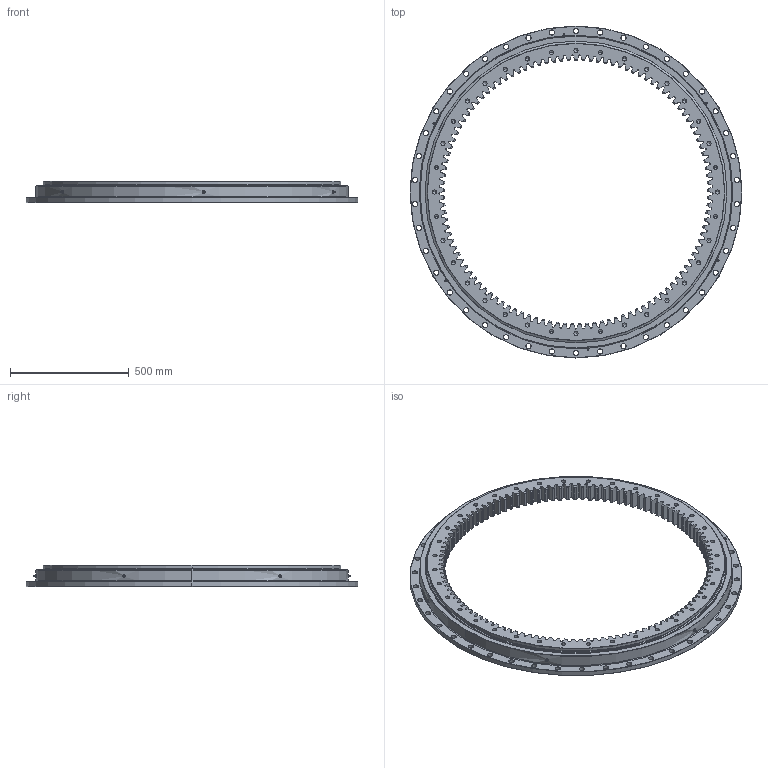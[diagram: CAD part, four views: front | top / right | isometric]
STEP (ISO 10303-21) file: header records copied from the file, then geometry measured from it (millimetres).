
FILE_DESCRIPTION (( 'STEP AP214' ), '1' );
FILE_NAME ('I.1400.32.00.C.STEP', '2019-02-25T07:51:55', ( '' ), ( '' ), 'SwSTEP 2.0', 'SolidWorks 2016', '' );
FILE_SCHEMA (( 'AUTOMOTIVE_DESIGN' ));
Length unit declared in the file: millimetre
Products named in the file (7): I.1400.32.00.C; B.1400.B32C.A3N.0 - OR; B.1400.B32C.A3N.0 - IR Seal; Ball D32; B.1400.B32C.A3N.0 - IR; B.1400.B32C.A3N.0 - OR Seal; Grease nipple M10x1mm
Assembly tree (115 placements, depth 2):
  I.1400.32.00.C
    B.1400.B32C.A3N.0 - IR
    B.1400.B32C.A3N.0 - OR
    Ball D32  x105
    B.1400.B32C.A3N.0 - IR Seal
    B.1400.B32C.A3N.0 - OR Seal
    Grease nipple M10x1mm  x6
Bounding box: 1400 x 1400 x 90 mm (x, y, z)
Volume: 26918622.7 mm3; surface area: 3383138.2 mm2
Topology: 115 solids, 115 shells, 1789 faces, 5125 edges, 3333 vertices
Faces by surface type: bspline 452, cone 424, cylinder 341, plane 301, sphere 210, torus 61
Entity records: 53687 total; most frequent: CARTESIAN_POINT 18421, ORIENTED_EDGE 7920, DIRECTION 5645, EDGE_CURVE 3960, VERTEX_POINT 2600, AXIS2_PLACEMENT_3D 2036, VECTOR 1573, LINE 1573
